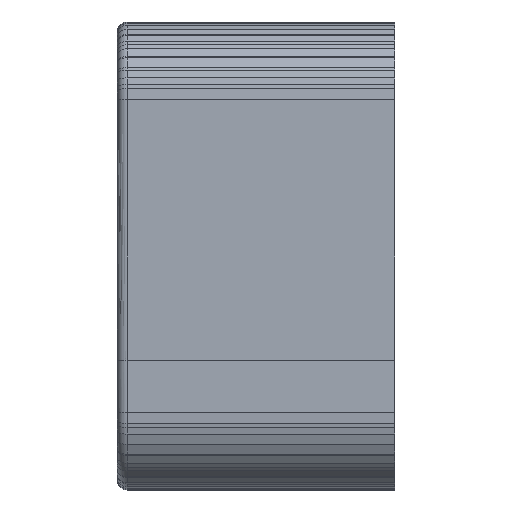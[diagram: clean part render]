
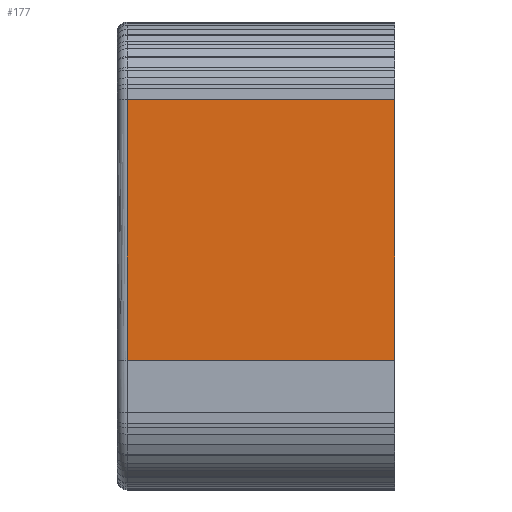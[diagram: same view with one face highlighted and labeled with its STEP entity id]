
A CAD part, left-side view. The second image highlights one B-rep face of the part: STEP entity #177.
In plain terms, the highlighted planar face has unit normal (-1, 0, 0).
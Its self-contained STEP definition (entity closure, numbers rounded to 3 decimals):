
#177=ADVANCED_FACE('',(#467),#4993,.T.);
#467=FACE_OUTER_BOUND('',#763,.T.);
#763=EDGE_LOOP('',(#1797,#1798,#1799,#1800));
#1797=ORIENTED_EDGE('',*,*,#3324,.T.);
#1798=ORIENTED_EDGE('',*,*,#3035,.T.);
#1799=ORIENTED_EDGE('',*,*,#2886,.F.);
#1800=ORIENTED_EDGE('',*,*,#3173,.F.);
#2886=EDGE_CURVE('',#4438,#4465,#3857,.T.);
#3035=EDGE_CURVE('',#4558,#4465,#3992,.T.);
#3173=EDGE_CURVE('',#4630,#4438,#4130,.T.);
#3324=EDGE_CURVE('',#4630,#4558,#3493,.T.);
#3493=(
BOUNDED_CURVE()
B_SPLINE_CURVE(1,(#9869,#9870),.UNSPECIFIED.,.F.,.F.)
B_SPLINE_CURVE_WITH_KNOTS((2,2),(0.,26.75),
 .UNSPECIFIED.)
CURVE()
GEOMETRIC_REPRESENTATION_ITEM()
RATIONAL_B_SPLINE_CURVE((1.,1.))
REPRESENTATION_ITEM('')
);
#3857=B_SPLINE_CURVE_WITH_KNOTS('',1,(#7981,#7982,#7983,#7984,#7985,#7986),
 .UNSPECIFIED.,.F.,.F.,(2,1,1,1,1,2),(-26.75,-21.4,-16.05,
-10.7,-5.35,0.),.UNSPECIFIED.);
#3992=B_SPLINE_CURVE_WITH_KNOTS('',1,(#8570,#8571),.UNSPECIFIED.,.F.,.F.,
(2,2),(1.,28.5),.UNSPECIFIED.);
#4130=B_SPLINE_CURVE_WITH_KNOTS('',1,(#8846,#8847),.UNSPECIFIED.,.F.,.F.,
(2,2),(1.,28.5),.UNSPECIFIED.);
#4438=VERTEX_POINT('',#6901);
#4465=VERTEX_POINT('',#6928);
#4558=VERTEX_POINT('',#7021);
#4630=VERTEX_POINT('',#7093);
#4993=PLANE('',#5165);
#5165=AXIS2_PLACEMENT_3D('',#5581,#5320,$);
#5320=DIRECTION('',(-1.,0.,0.));
#5581=CARTESIAN_POINT('',(-33.15,708.193,115.55));
#6901=CARTESIAN_POINT('',(-33.15,679.693,115.55));
#6928=CARTESIAN_POINT('',(-33.15,679.693,88.8));
#7021=CARTESIAN_POINT('',(-33.15,707.193,88.8));
#7093=CARTESIAN_POINT('',(-33.15,707.193,115.55));
#7981=CARTESIAN_POINT('',(-33.15,679.693,115.55));
#7982=CARTESIAN_POINT('',(-33.15,679.693,110.2));
#7983=CARTESIAN_POINT('',(-33.15,679.693,104.85));
#7984=CARTESIAN_POINT('',(-33.15,679.693,99.5));
#7985=CARTESIAN_POINT('',(-33.15,679.693,94.15));
#7986=CARTESIAN_POINT('',(-33.15,679.693,88.8));
#8570=CARTESIAN_POINT('',(-33.15,707.193,88.8));
#8571=CARTESIAN_POINT('',(-33.15,679.693,88.8));
#8846=CARTESIAN_POINT('',(-33.15,707.193,115.55));
#8847=CARTESIAN_POINT('',(-33.15,679.693,115.55));
#9869=CARTESIAN_POINT('',(-33.15,707.193,115.55));
#9870=CARTESIAN_POINT('',(-33.15,707.193,88.8));
